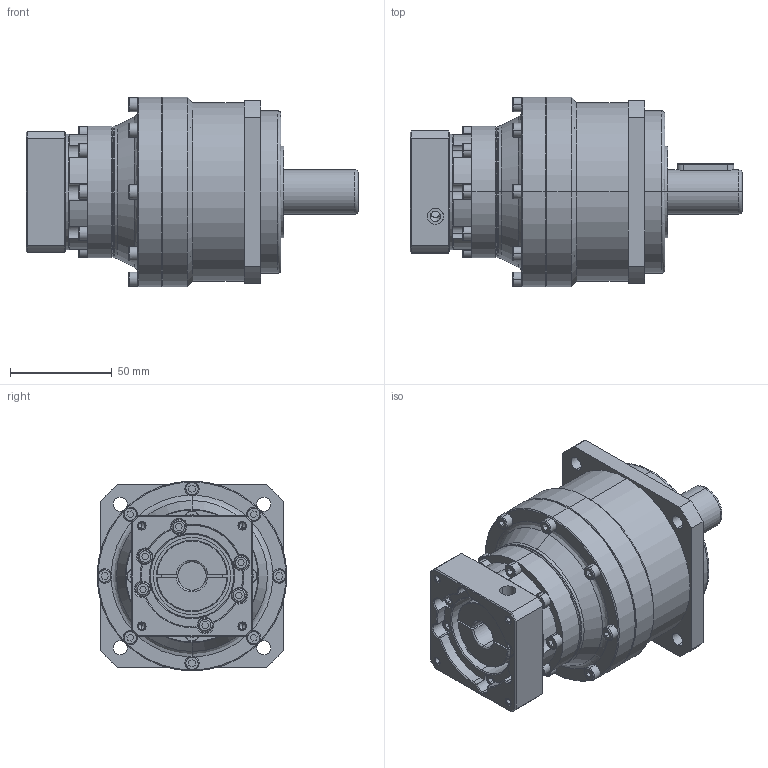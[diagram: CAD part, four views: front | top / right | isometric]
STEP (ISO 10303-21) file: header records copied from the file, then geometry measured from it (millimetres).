
FILE_DESCRIPTION (( 'STEP AP214' ), '1' );
FILE_NAME ('PB090-L2-14-50-70M4-M5.STEP', '2022-02-12T09:17:45', ( 'admin' ), ( '' ), 'SwSTEP 2.0', 'SolidWorks 2013', '' );
FILE_SCHEMA (( 'AUTOMOTIVE_DESIGN' ));
Length unit declared in the file: millimetre
Products named in the file (4): PB090-L2-14-50-70M4-M5; 60_X2_8F9351656CD55170_X0_-50-70M4; PB090-L2_X2_58F34F537AEF_X0_-19; PB090_X2_8F9351FA7AEF_X0_
Assembly tree (3 placements, depth 2):
  PB090-L2-14-50-70M4-M5
    PB090_X2_8F9351FA7AEF_X0_
    PB090-L2_X2_58F34F537AEF_X0_-19
    60_X2_8F9351656CD55170_X0_-50-70M4
Bounding box: 163.5 x 93.5 x 93.5 mm (x, y, z)
Volume: 622766.2 mm3; surface area: 88530 mm2
Topology: 3 solids, 3 shells, 694 faces, 1674 edges, 1023 vertices
Faces by surface type: plane 260, cylinder 242, cone 137, bspline 55
Entity records: 29180 total; most frequent: CARTESIAN_POINT 5451, DIRECTION 3429, ORIENTED_EDGE 3240, EDGE_CURVE 1620, AXIS2_PLACEMENT_3D 1311, VERTEX_POINT 1023, EDGE_LOOP 807, LINE 807
